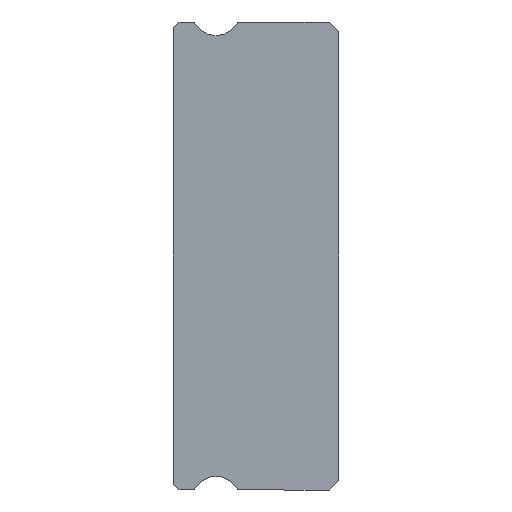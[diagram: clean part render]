
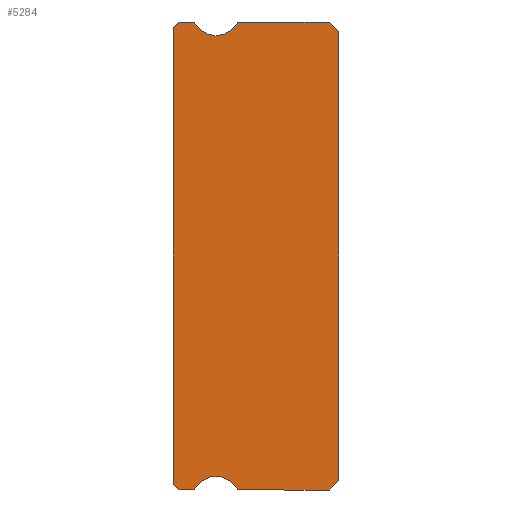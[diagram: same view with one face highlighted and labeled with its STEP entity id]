
A CAD part, left-side view. The second image highlights one B-rep face of the part: STEP entity #5284.
In plain terms, the highlighted planar face has unit normal (-1, 0, 0).
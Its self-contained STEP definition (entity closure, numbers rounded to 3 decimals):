
#8 = LINE ( 'NONE', #5382, #1916 ) ;
#57 = CARTESIAN_POINT ( 'NONE',  ( -15., 5.088, 12. ) ) ;
#159 = CARTESIAN_POINT ( 'NONE',  ( -15., 8.5, -11.7 ) ) ;
#163 = EDGE_CURVE ( 'NONE', #711, #5393, #490, .T. ) ;
#187 = CIRCLE ( 'NONE', #3607, 0.15 ) ;
#245 = DIRECTION ( 'NONE',  ( 0., 0., -1. ) ) ;
#308 = ORIENTED_EDGE ( 'NONE', *, *, #1197, .T. ) ;
#376 = VECTOR ( 'NONE', #1233, 1000. ) ;
#393 = ORIENTED_EDGE ( 'NONE', *, *, #4647, .F. ) ;
#490 = LINE ( 'NONE', #2292, #2560 ) ;
#586 = ORIENTED_EDGE ( 'NONE', *, *, #3126, .F. ) ;
#600 = VERTEX_POINT ( 'NONE', #2847 ) ;
#607 = CIRCLE ( 'NONE', #3511, 0.15 ) ;
#614 = VERTEX_POINT ( 'NONE', #5210 ) ;
#707 = ORIENTED_EDGE ( 'NONE', *, *, #5392, .F. ) ;
#711 = VERTEX_POINT ( 'NONE', #3813 ) ;
#757 = LINE ( 'NONE', #1138, #376 ) ;
#1001 = CARTESIAN_POINT ( 'NONE',  ( -15., 0., 11.5 ) ) ;
#1021 = EDGE_CURVE ( 'NONE', #5021, #5303, #2953, .T. ) ;
#1036 = AXIS2_PLACEMENT_3D ( 'NONE', #3069, #5674, #4740 ) ;
#1045 = CARTESIAN_POINT ( 'NONE',  ( -15., 6.3, 12.55 ) ) ;
#1053 = ORIENTED_EDGE ( 'NONE', *, *, #5625, .F. ) ;
#1070 = VERTEX_POINT ( 'NONE', #4681 ) ;
#1076 = FACE_OUTER_BOUND ( 'NONE', #5536, .T. ) ;
#1103 = ORIENTED_EDGE ( 'NONE', *, *, #5355, .F. ) ;
#1138 = CARTESIAN_POINT ( 'NONE',  ( -15., 7.512, 12. ) ) ;
#1197 = EDGE_CURVE ( 'NONE', #600, #3387, #4383, .T. ) ;
#1205 = CARTESIAN_POINT ( 'NONE',  ( -15., 7.512, -11.85 ) ) ;
#1218 = CARTESIAN_POINT ( 'NONE',  ( -15., 6.3, 12.55 ) ) ;
#1230 = DIRECTION ( 'NONE',  ( 1., 0., 0. ) ) ;
#1233 = DIRECTION ( 'NONE',  ( 0., -1., 0. ) ) ;
#1277 = EDGE_CURVE ( 'NONE', #5954, #4216, #2974, .T. ) ;
#1400 = DIRECTION ( 'NONE',  ( 0., 0.707, -0.707 ) ) ;
#1460 = CARTESIAN_POINT ( 'NONE',  ( -15., 7.512, -12. ) ) ;
#1481 = CARTESIAN_POINT ( 'NONE',  ( -15., 5.217, 11.925 ) ) ;
#1512 = CARTESIAN_POINT ( 'NONE',  ( -15., 5.088, 11.85 ) ) ;
#1514 = ORIENTED_EDGE ( 'NONE', *, *, #1277, .T. ) ;
#1576 = CARTESIAN_POINT ( 'NONE',  ( -15., 7.512, -12. ) ) ;
#1666 = ORIENTED_EDGE ( 'NONE', *, *, #2895, .T. ) ;
#1670 = CARTESIAN_POINT ( 'NONE',  ( -15., 0.5, -12. ) ) ;
#1711 = DIRECTION ( 'NONE',  ( 1., 0., 0. ) ) ;
#1787 = VERTEX_POINT ( 'NONE', #1576 ) ;
#1832 = DIRECTION ( 'NONE',  ( 0., 0., -1. ) ) ;
#1887 = VERTEX_POINT ( 'NONE', #5914 ) ;
#1916 = VECTOR ( 'NONE', #3340, 1000. ) ;
#1960 = ORIENTED_EDGE ( 'NONE', *, *, #5066, .F. ) ;
#1961 = DIRECTION ( 'NONE',  ( 0., 0., -1. ) ) ;
#1982 = AXIS2_PLACEMENT_3D ( 'NONE', #1512, #2995, #1961 ) ;
#2025 = CARTESIAN_POINT ( 'NONE',  ( -15., 8.2, -12. ) ) ;
#2026 = PLANE ( 'NONE',  #4207 ) ;
#2059 = LINE ( 'NONE', #1460, #2823 ) ;
#2287 = CIRCLE ( 'NONE', #5791, 1.25 ) ;
#2292 = CARTESIAN_POINT ( 'NONE',  ( -15., 0., -11.5 ) ) ;
#2334 = ORIENTED_EDGE ( 'NONE', *, *, #6168, .T. ) ;
#2351 = VECTOR ( 'NONE', #5356, 1000. ) ;
#2374 = ORIENTED_EDGE ( 'NONE', *, *, #5777, .F. ) ;
#2465 = CARTESIAN_POINT ( 'NONE',  ( -15., 8.5, 11.85 ) ) ;
#2479 = CARTESIAN_POINT ( 'NONE',  ( -15., 7.383, 11.925 ) ) ;
#2498 = LINE ( 'NONE', #2465, #4001 ) ;
#2524 = DIRECTION ( 'NONE',  ( 1., 0., 0. ) ) ;
#2560 = VECTOR ( 'NONE', #3729, 1000. ) ;
#2742 = EDGE_CURVE ( 'NONE', #3387, #1887, #2765, .T. ) ;
#2765 = LINE ( 'NONE', #3287, #5915 ) ;
#2770 = CARTESIAN_POINT ( 'NONE',  ( -15., 0.5, 12. ) ) ;
#2807 = VECTOR ( 'NONE', #5114, 1000. ) ;
#2823 = VECTOR ( 'NONE', #4835, 1000. ) ;
#2847 = CARTESIAN_POINT ( 'NONE',  ( -15., 7.512, 12. ) ) ;
#2895 = EDGE_CURVE ( 'NONE', #4216, #1787, #2059, .T. ) ;
#2953 = CIRCLE ( 'NONE', #1036, 1.25 ) ;
#2968 = ORIENTED_EDGE ( 'NONE', *, *, #3305, .F. ) ;
#2974 = LINE ( 'NONE', #2025, #4158 ) ;
#2975 = DIRECTION ( 'NONE',  ( 0., 0., 1. ) ) ;
#2995 = DIRECTION ( 'NONE',  ( 1., 0., 0. ) ) ;
#3061 = CARTESIAN_POINT ( 'NONE',  ( -15., 5.088, -11.85 ) ) ;
#3069 = CARTESIAN_POINT ( 'NONE',  ( -15., 6.3, -12.55 ) ) ;
#3104 = ORIENTED_EDGE ( 'NONE', *, *, #5459, .F. ) ;
#3126 = EDGE_CURVE ( 'NONE', #5303, #1787, #607, .T. ) ;
#3138 = DIRECTION ( 'NONE',  ( -1., 0., 0. ) ) ;
#3193 = LINE ( 'NONE', #3533, #2807 ) ;
#3287 = CARTESIAN_POINT ( 'NONE',  ( -15., 8.5, 11.7 ) ) ;
#3305 = EDGE_CURVE ( 'NONE', #4020, #5248, #8, .T. ) ;
#3340 = DIRECTION ( 'NONE',  ( 0., -0.707, -0.707 ) ) ;
#3387 = VERTEX_POINT ( 'NONE', #4916 ) ;
#3426 = ORIENTED_EDGE ( 'NONE', *, *, #2742, .T. ) ;
#3491 = CARTESIAN_POINT ( 'NONE',  ( -15., 0., 11.5 ) ) ;
#3511 = AXIS2_PLACEMENT_3D ( 'NONE', #1205, #1711, #3629 ) ;
#3524 = EDGE_CURVE ( 'NONE', #614, #5021, #187, .T. ) ;
#3533 = CARTESIAN_POINT ( 'NONE',  ( -15., 7.512, -12. ) ) ;
#3607 = AXIS2_PLACEMENT_3D ( 'NONE', #3061, #1230, #5071 ) ;
#3624 = DIRECTION ( 'NONE',  ( 0., 0., -1. ) ) ;
#3629 = DIRECTION ( 'NONE',  ( 0., 0., -1. ) ) ;
#3729 = DIRECTION ( 'NONE',  ( 0., 0.707, -0.707 ) ) ;
#3813 = CARTESIAN_POINT ( 'NONE',  ( -15., 0., -11.5 ) ) ;
#3883 = CIRCLE ( 'NONE', #5785, 0.15 ) ;
#4001 = VECTOR ( 'NONE', #2975, 1000. ) ;
#4020 = VERTEX_POINT ( 'NONE', #2770 ) ;
#4078 = ORIENTED_EDGE ( 'NONE', *, *, #163, .F. ) ;
#4158 = VECTOR ( 'NONE', #4889, 1000. ) ;
#4207 = AXIS2_PLACEMENT_3D ( 'NONE', #5416, #2524, #4357 ) ;
#4216 = VERTEX_POINT ( 'NONE', #6055 ) ;
#4357 = DIRECTION ( 'NONE',  ( 0., 0., -1. ) ) ;
#4383 = LINE ( 'NONE', #4416, #2351 ) ;
#4416 = CARTESIAN_POINT ( 'NONE',  ( -15., 8.2, 12. ) ) ;
#4417 = DIRECTION ( 'NONE',  ( -1., 0., 0. ) ) ;
#4474 = VERTEX_POINT ( 'NONE', #2479 ) ;
#4493 = VERTEX_POINT ( 'NONE', #57 ) ;
#4589 = ORIENTED_EDGE ( 'NONE', *, *, #1021, .F. ) ;
#4600 = CIRCLE ( 'NONE', #4803, 1.25 ) ;
#4647 = EDGE_CURVE ( 'NONE', #1070, #5788, #4600, .T. ) ;
#4681 = CARTESIAN_POINT ( 'NONE',  ( -15., 6.3, 11.3 ) ) ;
#4740 = DIRECTION ( 'NONE',  ( 0., 0., -1. ) ) ;
#4803 = AXIS2_PLACEMENT_3D ( 'NONE', #1218, #3138, #245 ) ;
#4835 = DIRECTION ( 'NONE',  ( 0., -1., 0. ) ) ;
#4879 = LINE ( 'NONE', #1001, #5074 ) ;
#4889 = DIRECTION ( 'NONE',  ( 0., -0.707, -0.707 ) ) ;
#4916 = CARTESIAN_POINT ( 'NONE',  ( -15., 8.2, 12. ) ) ;
#5021 = VERTEX_POINT ( 'NONE', #5084 ) ;
#5066 = EDGE_CURVE ( 'NONE', #5393, #614, #3193, .T. ) ;
#5071 = DIRECTION ( 'NONE',  ( 0., 0., -1. ) ) ;
#5074 = VECTOR ( 'NONE', #6222, 1000. ) ;
#5084 = CARTESIAN_POINT ( 'NONE',  ( -15., 5.217, -11.925 ) ) ;
#5114 = DIRECTION ( 'NONE',  ( 0., 1., 0. ) ) ;
#5210 = CARTESIAN_POINT ( 'NONE',  ( -15., 5.088, -12. ) ) ;
#5248 = VERTEX_POINT ( 'NONE', #3491 ) ;
#5284 = ADVANCED_FACE ( 'NONE', ( #1076 ), #2026, .F. ) ;
#5303 = VERTEX_POINT ( 'NONE', #5795 ) ;
#5355 = EDGE_CURVE ( 'NONE', #5954, #1887, #2498, .T. ) ;
#5356 = DIRECTION ( 'NONE',  ( 0., 1., 0. ) ) ;
#5382 = CARTESIAN_POINT ( 'NONE',  ( -15., 0.5, 12. ) ) ;
#5392 = EDGE_CURVE ( 'NONE', #4474, #1070, #2287, .T. ) ;
#5393 = VERTEX_POINT ( 'NONE', #1670 ) ;
#5416 = CARTESIAN_POINT ( 'NONE',  ( -15., 7.512, 11.85 ) ) ;
#5459 = EDGE_CURVE ( 'NONE', #4493, #4020, #757, .T. ) ;
#5536 = EDGE_LOOP ( 'NONE', ( #1103, #1514, #1666, #586, #4589, #5631, #1960, #4078, #2334, #2968, #3104, #2374, #393, #707, #1053, #308, #3426 ) ) ;
#5604 = DIRECTION ( 'NONE',  ( 1., 0., 0. ) ) ;
#5625 = EDGE_CURVE ( 'NONE', #600, #4474, #3883, .T. ) ;
#5631 = ORIENTED_EDGE ( 'NONE', *, *, #3524, .F. ) ;
#5674 = DIRECTION ( 'NONE',  ( -1., 0., 0. ) ) ;
#5695 = CIRCLE ( 'NONE', #1982, 0.15 ) ;
#5697 = CARTESIAN_POINT ( 'NONE',  ( -15., 7.512, 11.85 ) ) ;
#5777 = EDGE_CURVE ( 'NONE', #5788, #4493, #5695, .T. ) ;
#5785 = AXIS2_PLACEMENT_3D ( 'NONE', #5697, #5604, #1832 ) ;
#5788 = VERTEX_POINT ( 'NONE', #1481 ) ;
#5791 = AXIS2_PLACEMENT_3D ( 'NONE', #1045, #4417, #3624 ) ;
#5795 = CARTESIAN_POINT ( 'NONE',  ( -15., 7.383, -11.925 ) ) ;
#5914 = CARTESIAN_POINT ( 'NONE',  ( -15., 8.5, 11.7 ) ) ;
#5915 = VECTOR ( 'NONE', #1400, 1000. ) ;
#5954 = VERTEX_POINT ( 'NONE', #159 ) ;
#6055 = CARTESIAN_POINT ( 'NONE',  ( -15., 8.2, -12. ) ) ;
#6168 = EDGE_CURVE ( 'NONE', #711, #5248, #4879, .T. ) ;
#6222 = DIRECTION ( 'NONE',  ( 0., 0., 1. ) ) ;
